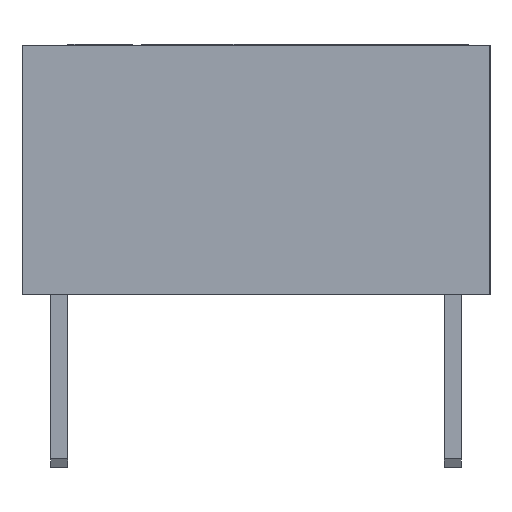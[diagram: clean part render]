
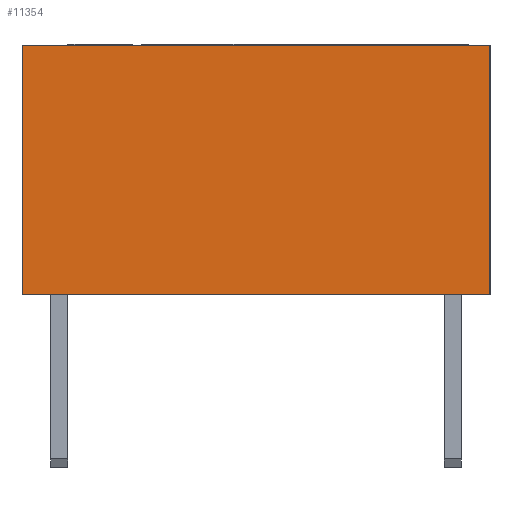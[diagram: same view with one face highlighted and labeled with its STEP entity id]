
A CAD part, left-side view. The second image highlights one B-rep face of the part: STEP entity #11354.
In plain terms, the highlighted planar face has unit normal (-1, 0, 0).
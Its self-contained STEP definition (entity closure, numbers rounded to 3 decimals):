
#1004=ORIENTED_EDGE('',*,*,#3162,.F.);
#1005=ORIENTED_EDGE('',*,*,#3167,.F.);
#1006=ORIENTED_EDGE('',*,*,#2918,.T.);
#1007=ORIENTED_EDGE('',*,*,#3168,.T.);
#2918=EDGE_CURVE('',#4084,#4085,#4849,.T.);
#3162=EDGE_CURVE('',#4270,#4271,#5083,.T.);
#3167=EDGE_CURVE('',#4084,#4270,#5088,.T.);
#3168=EDGE_CURVE('',#4085,#4271,#5089,.T.);
#4084=VERTEX_POINT('',#14479);
#4085=VERTEX_POINT('',#14480);
#4270=VERTEX_POINT('',#15137);
#4271=VERTEX_POINT('',#15138);
#4849=LINE('',#14478,#5659);
#5083=LINE('',#15136,#5893);
#5088=LINE('',#15146,#5898);
#5089=LINE('',#15147,#5899);
#5659=VECTOR('',#12312,1000.);
#5893=VECTOR('',#12690,1000.);
#5898=VECTOR('',#12697,1000.);
#5899=VECTOR('',#12698,1000.);
#6490=EDGE_LOOP('',(#1004,#1005,#1006,#1007));
#7046=FACE_BOUND('',#6490,.T.);
#7564=PLANE('',#11868);
#11354=ADVANCED_FACE('',(#7046),#7564,.T.);
#11868=AXIS2_PLACEMENT_3D('',#15145,#12695,#12696);
#12312=DIRECTION('',(0.,1.,0.));
#12690=DIRECTION('',(0.,1.,0.));
#12695=DIRECTION('',(-1.,0.,0.));
#12696=DIRECTION('',(0.,0.,1.));
#12697=DIRECTION('',(0.,0.,-1.));
#12698=DIRECTION('',(0.,0.,-1.));
#14478=CARTESIAN_POINT('',(-7.023,-4.534,4.826));
#14479=CARTESIAN_POINT('',(-7.023,-4.534,4.826));
#14480=CARTESIAN_POINT('',(-7.023,4.534,4.826));
#15136=CARTESIAN_POINT('',(-7.023,-4.534,0.));
#15137=CARTESIAN_POINT('',(-7.023,-4.534,0.));
#15138=CARTESIAN_POINT('',(-7.023,4.534,0.));
#15145=CARTESIAN_POINT('',(-7.023,-4.534,4.826));
#15146=CARTESIAN_POINT('',(-7.023,-4.534,4.826));
#15147=CARTESIAN_POINT('',(-7.023,4.534,4.826));
